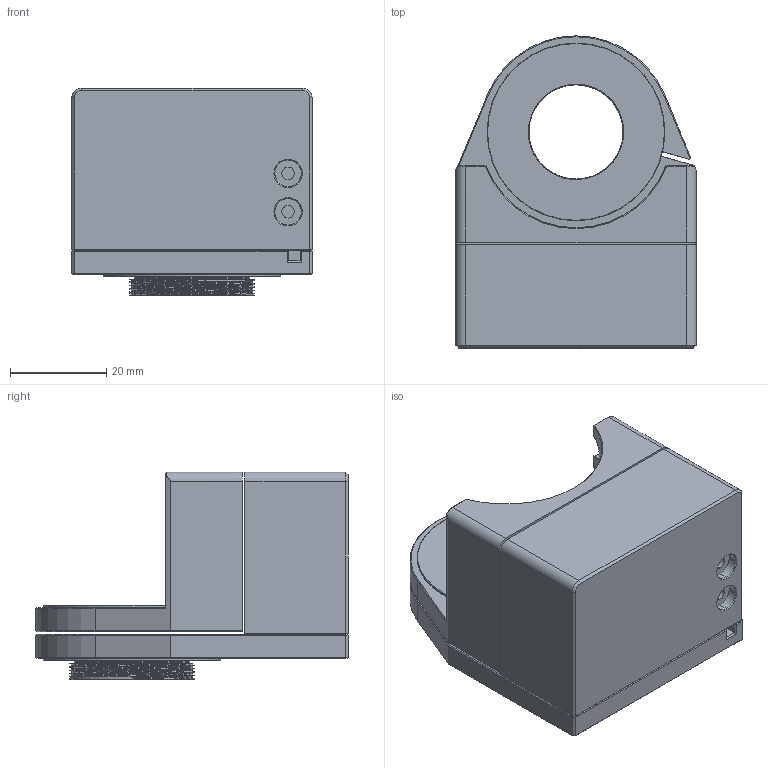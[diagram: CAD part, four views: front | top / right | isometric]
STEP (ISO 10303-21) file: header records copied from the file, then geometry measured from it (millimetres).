
FILE_DESCRIPTION (( 'STEP AP214' ), '1' );
FILE_NAME ('Carrier.OB400.C_web.STEP', '2025-03-27T08:15:12', ( '' ), ( '' ), 'SwSTEP 2.0', 'SolidWorks 2020', '' );
FILE_SCHEMA (( 'AUTOMOTIVE_DESIGN' ));
Length unit declared in the file: millimetre
Products named in the file (6): 葩璃 Lock_part_1^Carrier.OB400.C_web; Carrier.OB400.C_web; 葩璃 Shield_part_1^Carrier.OB400.C_web; Part3; Part2; 葩璃 Lock_part_2^Carrier.OB400.C_web
Assembly tree (5 placements, depth 2):
  Carrier.OB400.C_web
    葩璃 Shield_part_1^Carrier.OB400.C_web
    葩璃 Lock_part_2^Carrier.OB400.C_web
    葩璃 Lock_part_1^Carrier.OB400.C_web
    Part2
    Part3
Bounding box: 50 x 65 x 43.25 mm (x, y, z)
Volume: 45870.8 mm3; surface area: 28693.2 mm2
Topology: 5 solids, 5 shells, 1529 faces, 4207 edges, 2766 vertices
Faces by surface type: bspline 944, plane 373, cylinder 135, cone 77
Entity records: 72311 total; most frequent: CARTESIAN_POINT 26829, ORIENTED_EDGE 8398, EDGE_CURVE 4199, DIRECTION 3600, VERTEX_POINT 2766, LINE 1934, VECTOR 1934, B_SPLINE_CURVE_WITH_KNOTS 1908
